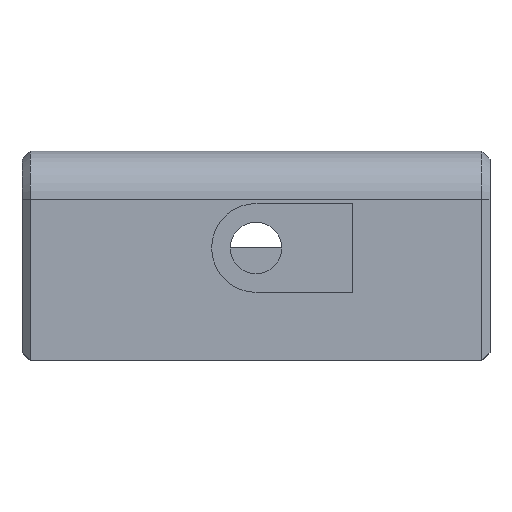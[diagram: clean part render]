
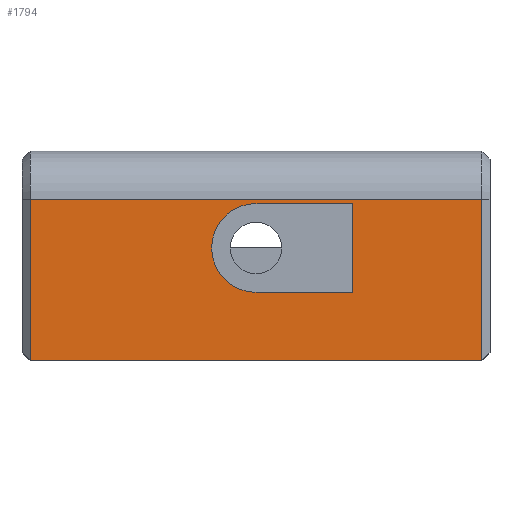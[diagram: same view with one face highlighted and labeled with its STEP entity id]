
A CAD part, front view. The second image highlights one B-rep face of the part: STEP entity #1794.
In plain terms, the highlighted planar face has unit normal (0, -1, 0).
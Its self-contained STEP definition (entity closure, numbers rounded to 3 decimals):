
#73=FACE_BOUND('',#265,.T.);
#106=CIRCLE('',#1947,2.75);
#155=FACE_OUTER_BOUND('',#264,.T.);
#264=EDGE_LOOP('',(#1344,#1345,#1346,#1347));
#265=EDGE_LOOP('',(#1348,#1349,#1350,#1351));
#366=LINE('',#2604,#562);
#398=LINE('',#2691,#594);
#433=LINE('',#2846,#629);
#434=LINE('',#2849,#630);
#438=LINE('',#2857,#634);
#440=LINE('',#2865,#636);
#441=LINE('',#2867,#637);
#562=VECTOR('',#2078,10.);
#594=VECTOR('',#2152,10.);
#629=VECTOR('',#2249,10.);
#630=VECTOR('',#2252,10.);
#634=VECTOR('',#2260,10.);
#636=VECTOR('',#2268,10.);
#637=VECTOR('',#2271,10.);
#756=VERTEX_POINT('',#2601);
#757=VERTEX_POINT('',#2603);
#789=VERTEX_POINT('',#2681);
#791=VERTEX_POINT('',#2689);
#839=VERTEX_POINT('',#2840);
#841=VERTEX_POINT('',#2848);
#845=VERTEX_POINT('',#2863);
#846=VERTEX_POINT('',#2864);
#928=EDGE_CURVE('',#756,#757,#366,.T.);
#972=EDGE_CURVE('',#789,#791,#398,.T.);
#1032=EDGE_CURVE('',#839,#789,#433,.T.);
#1033=EDGE_CURVE('',#839,#841,#434,.T.);
#1038=EDGE_CURVE('',#791,#841,#438,.T.);
#1041=EDGE_CURVE('',#845,#846,#440,.T.);
#1042=EDGE_CURVE('',#757,#845,#106,.T.);
#1043=EDGE_CURVE('',#846,#756,#441,.T.);
#1344=ORIENTED_EDGE('',*,*,#1032,.T.);
#1345=ORIENTED_EDGE('',*,*,#972,.T.);
#1346=ORIENTED_EDGE('',*,*,#1038,.T.);
#1347=ORIENTED_EDGE('',*,*,#1033,.F.);
#1348=ORIENTED_EDGE('',*,*,#1041,.F.);
#1349=ORIENTED_EDGE('',*,*,#1042,.F.);
#1350=ORIENTED_EDGE('',*,*,#928,.F.);
#1351=ORIENTED_EDGE('',*,*,#1043,.F.);
#1713=PLANE('',#1946);
#1794=ADVANCED_FACE('',(#155,#73),#1713,.F.);
#1946=AXIS2_PLACEMENT_3D('',#2862,#2266,#2267);
#1947=AXIS2_PLACEMENT_3D('',#2866,#2269,#2270);
#2078=DIRECTION('',(-1.,0.,0.));
#2152=DIRECTION('',(1.,0.,0.));
#2249=DIRECTION('',(0.,0.,-1.));
#2252=DIRECTION('',(1.,0.,0.));
#2260=DIRECTION('',(0.,0.,1.));
#2266=DIRECTION('center_axis',(0.,1.,0.));
#2267=DIRECTION('ref_axis',(0.,0.,1.));
#2268=DIRECTION('',(1.,0.,0.));
#2269=DIRECTION('center_axis',(0.,-1.,0.));
#2270=DIRECTION('ref_axis',(0.,0.,-1.));
#2271=DIRECTION('',(0.,0.,1.));
#2601=CARTESIAN_POINT('',(18.,-32.,9.75));
#2603=CARTESIAN_POINT('',(12.,-32.,9.75));
#2604=CARTESIAN_POINT('',(12.,-32.,9.75));
#2681=CARTESIAN_POINT('',(-2.,-32.,0.));
#2689=CARTESIAN_POINT('',(26.,-32.,0.));
#2691=CARTESIAN_POINT('',(12.,-32.,0.));
#2840=CARTESIAN_POINT('',(-2.,-32.,10.));
#2846=CARTESIAN_POINT('',(-2.,-32.,0.));
#2848=CARTESIAN_POINT('',(26.,-32.,10.));
#2849=CARTESIAN_POINT('',(12.,-32.,10.));
#2857=CARTESIAN_POINT('',(26.,-32.,0.));
#2862=CARTESIAN_POINT('Origin',(12.,-32.,0.));
#2863=CARTESIAN_POINT('',(12.,-32.,4.25));
#2864=CARTESIAN_POINT('',(18.,-32.,4.25));
#2865=CARTESIAN_POINT('',(15.,-32.,4.25));
#2866=CARTESIAN_POINT('Origin',(12.,-32.,7.));
#2867=CARTESIAN_POINT('',(18.,-32.,4.875));
